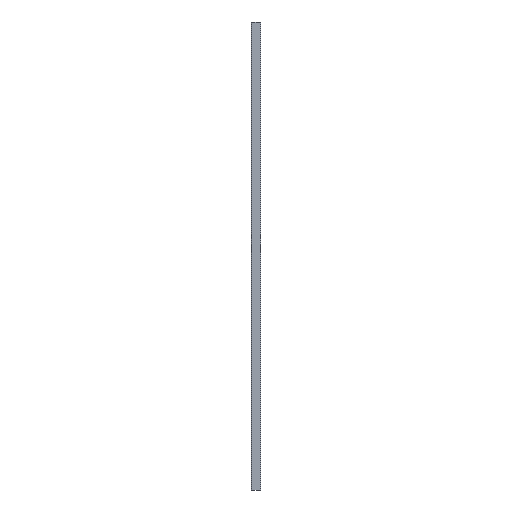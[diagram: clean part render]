
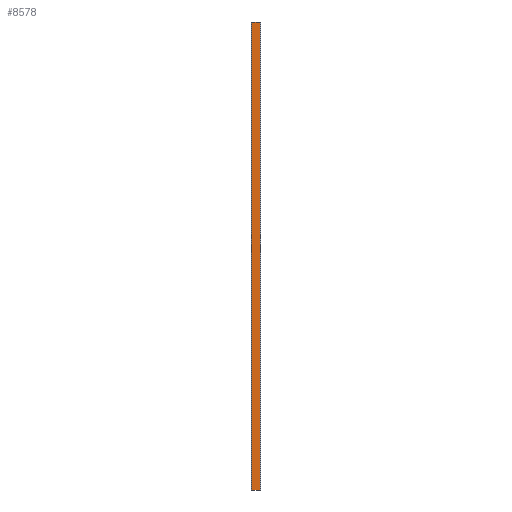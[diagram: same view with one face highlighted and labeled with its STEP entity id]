
A CAD part, left-side view. The second image highlights one B-rep face of the part: STEP entity #8578.
In plain terms, the highlighted planar face has unit normal (-1, 0, 0).
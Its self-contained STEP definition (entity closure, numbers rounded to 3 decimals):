
#19=DIRECTION('',(0.,-1.,0.));
#20=VECTOR('',#19,54.);
#21=CARTESIAN_POINT('',(-300.,27.,-1500.));
#22=LINE('',#21,#20);
#607=DIRECTION('',(0.,0.,1.));
#608=VECTOR('',#607,3000.);
#609=CARTESIAN_POINT('',(-300.,-27.,-1500.));
#610=LINE('',#609,#608);
#611=DIRECTION('',(0.,0.,1.));
#612=VECTOR('',#611,3000.);
#613=CARTESIAN_POINT('',(-300.,27.,-1500.));
#614=LINE('',#613,#612);
#679=DIRECTION('',(0.,-1.,0.));
#680=VECTOR('',#679,54.);
#681=CARTESIAN_POINT('',(-300.,27.,1500.));
#682=LINE('',#681,#680);
#6177=CARTESIAN_POINT('',(-300.,27.,-1500.));
#6178=CARTESIAN_POINT('',(-300.,-27.,-1500.));
#6179=VERTEX_POINT('',#6177);
#6180=VERTEX_POINT('',#6178);
#6209=CARTESIAN_POINT('',(-300.,27.,1500.));
#6210=CARTESIAN_POINT('',(-300.,-27.,1500.));
#6211=VERTEX_POINT('',#6209);
#6212=VERTEX_POINT('',#6210);
#8565=CARTESIAN_POINT('',(-300.,27.,-1500.));
#8566=DIRECTION('',(-1.,0.,0.));
#8567=DIRECTION('',(0.,-1.,0.));
#8568=AXIS2_PLACEMENT_3D('',#8565,#8566,#8567);
#8569=PLANE('',#8568);
#8570=ORIENTED_EDGE('',*,*,#8070,.F.);
#8572=ORIENTED_EDGE('',*,*,#8571,.T.);
#8574=ORIENTED_EDGE('',*,*,#8573,.T.);
#8575=ORIENTED_EDGE('',*,*,#8557,.F.);
#8576=EDGE_LOOP('',(#8570,#8572,#8574,#8575));
#8577=FACE_OUTER_BOUND('',#8576,.F.);
#8578=ADVANCED_FACE('',(#8577),#8569,.T.);
#8070=EDGE_CURVE('',#6179,#6180,#22,.T.);
#8557=EDGE_CURVE('',#6180,#6212,#610,.T.);
#8571=EDGE_CURVE('',#6179,#6211,#614,.T.);
#8573=EDGE_CURVE('',#6211,#6212,#682,.T.);
